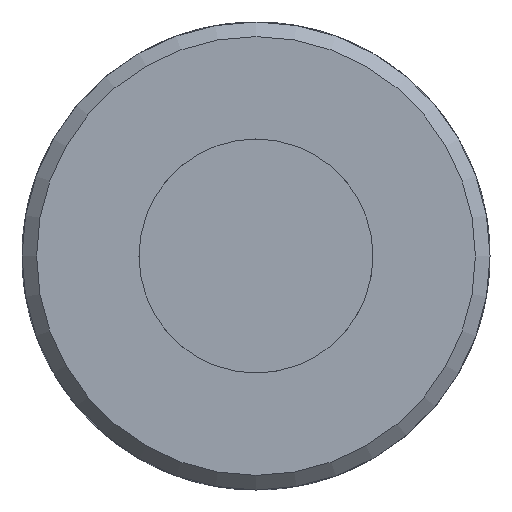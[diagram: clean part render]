
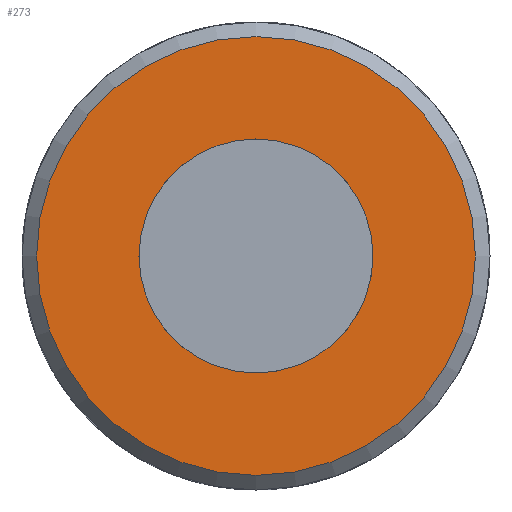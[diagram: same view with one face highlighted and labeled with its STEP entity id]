
A CAD part, left-side view. The second image highlights one B-rep face of the part: STEP entity #273.
In plain terms, the highlighted planar face has unit normal (-1, 0, 0).
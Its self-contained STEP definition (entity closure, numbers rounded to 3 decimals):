
#273 = ADVANCED_FACE( '', ( #556, #557 ), #558, .T. );
#556 = FACE_BOUND( '', #844, .T. );
#557 = FACE_OUTER_BOUND( '', #845, .T. );
#558 = PLANE( '', #846 );
#844 = EDGE_LOOP( '', ( #1347 ) );
#845 = EDGE_LOOP( '', ( #1348 ) );
#846 = AXIS2_PLACEMENT_3D( '', #1349, #1350, #1351 );
#1347 = ORIENTED_EDGE( '', *, *, #1679, .T. );
#1348 = ORIENTED_EDGE( '', *, *, #1631, .F. );
#1349 = CARTESIAN_POINT( '', ( 0., 15., 0. ) );
#1350 = DIRECTION( '', ( -1., 0., 0. ) );
#1351 = DIRECTION( '', ( 0., 0., 1. ) );
#1631 = EDGE_CURVE( '', #1929, #1929, #1930, .T. );
#1679 = EDGE_CURVE( '', #1990, #1990, #1991, .T. );
#1929 = VERTEX_POINT( '', #2926 );
#1930 = CIRCLE( '', #2927, 15. );
#1990 = VERTEX_POINT( '', #3208 );
#1991 = CIRCLE( '', #3209, 8. );
#2926 = CARTESIAN_POINT( '', ( 0., 0., -15. ) );
#2927 = AXIS2_PLACEMENT_3D( '', #3404, #3405, #3406 );
#3208 = CARTESIAN_POINT( '', ( 0., 0., -8. ) );
#3209 = AXIS2_PLACEMENT_3D( '', #3439, #3440, #3441 );
#3404 = CARTESIAN_POINT( '', ( 0., 0., 0. ) );
#3405 = DIRECTION( '', ( 1., 0., 0. ) );
#3406 = DIRECTION( '', ( 0., 0., -1. ) );
#3439 = CARTESIAN_POINT( '', ( 0., 0., 0. ) );
#3440 = DIRECTION( '', ( 1., 0., 0. ) );
#3441 = DIRECTION( '', ( 0., 0., -1. ) );
